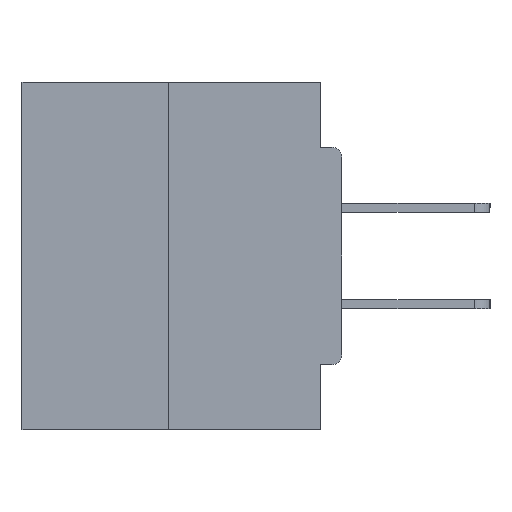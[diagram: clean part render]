
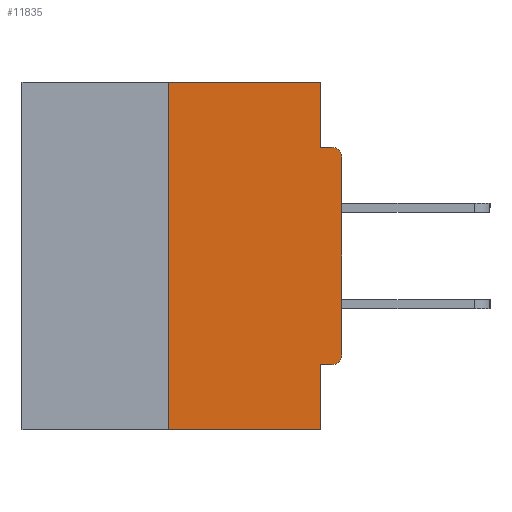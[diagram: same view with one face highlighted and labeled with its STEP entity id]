
A CAD part, left-side view. The second image highlights one B-rep face of the part: STEP entity #11835.
In plain terms, the highlighted planar face has unit normal (-1, 0, 0).
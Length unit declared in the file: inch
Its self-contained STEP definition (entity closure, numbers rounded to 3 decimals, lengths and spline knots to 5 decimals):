
#349 = CARTESIAN_POINT ( 'NONE',  ( 0., 0.031, -0.5 ) ) ;
#498 = CARTESIAN_POINT ( 'NONE',  ( 0., 0., -0.0935 ) ) ;
#1259 = EDGE_CURVE ( 'NONE', #25627, #16582, #25763, .T. ) ;
#1864 = CARTESIAN_POINT ( 'NONE',  ( 0., 0.031, 0. ) ) ;
#4488 = ORIENTED_EDGE ( 'NONE', *, *, #24927, .F. ) ;
#4526 = EDGE_CURVE ( 'NONE', #9678, #16582, #19051, .T. ) ;
#4827 = LINE ( 'NONE', #17380, #25983 ) ;
#5763 = EDGE_CURVE ( 'NONE', #9436, #25856, #18579, .T. ) ;
#6191 = FACE_OUTER_BOUND ( 'NONE', #8882, .T. ) ;
#6570 = CARTESIAN_POINT ( 'NONE',  ( 0., 0.46, 0. ) ) ;
#6697 = PLANE ( 'NONE',  #7578 ) ;
#7168 = ORIENTED_EDGE ( 'NONE', *, *, #19586, .T. ) ;
#7343 = CARTESIAN_POINT ( 'NONE',  ( 0., 0.031, -0.5 ) ) ;
#7578 = AXIS2_PLACEMENT_3D ( 'NONE', #6570, #22984, #34307 ) ;
#7653 = CARTESIAN_POINT ( 'NONE',  ( 0., 0., -0.4065 ) ) ;
#7842 = EDGE_CURVE ( 'NONE', #27958, #9436, #4827, .T. ) ;
#7894 = DIRECTION ( 'NONE',  ( 0., 1., 0. ) ) ;
#8514 = DIRECTION ( 'NONE',  ( -1., 0., 0. ) ) ;
#8882 = EDGE_LOOP ( 'NONE', ( #12387, #12830, #19257, #18402, #4488, #7168, #30973, #24590, #33388, #16889 ) ) ;
#9165 = DIRECTION ( 'NONE',  ( 0., 0., 1. ) ) ;
#9252 = LINE ( 'NONE', #28092, #17015 ) ;
#9286 = CARTESIAN_POINT ( 'NONE',  ( 0., 0.031, -0.4065 ) ) ;
#9436 = VERTEX_POINT ( 'NONE', #16190 ) ;
#9668 = DIRECTION ( 'NONE',  ( 0., 0., -1. ) ) ;
#9678 = VERTEX_POINT ( 'NONE', #9286 ) ;
#9810 = DIRECTION ( 'NONE',  ( 0., 0., -1. ) ) ;
#10385 = DIRECTION ( 'NONE',  ( -1., 0., 0. ) ) ;
#10569 = LINE ( 'NONE', #14778, #31708 ) ;
#10834 = CARTESIAN_POINT ( 'NONE',  ( 0., 0., -0.3915 ) ) ;
#11188 = VERTEX_POINT ( 'NONE', #16753 ) ;
#11389 = CARTESIAN_POINT ( 'NONE',  ( 0., 0.46, -0.5 ) ) ;
#11835 = ADVANCED_FACE ( 'NONE', ( #6191 ), #6697, .F. ) ;
#12387 = ORIENTED_EDGE ( 'NONE', *, *, #32289, .F. ) ;
#12428 = CARTESIAN_POINT ( 'NONE',  ( 0., 0.25, 0. ) ) ;
#12782 = VECTOR ( 'NONE', #27910, 39.37008 ) ;
#12830 = ORIENTED_EDGE ( 'NONE', *, *, #15969, .F. ) ;
#13292 = VECTOR ( 'NONE', #7894, 39.37008 ) ;
#13773 = LINE ( 'NONE', #7653, #13292 ) ;
#14509 = DIRECTION ( 'NONE',  ( 0., -1., 0. ) ) ;
#14778 = CARTESIAN_POINT ( 'NONE',  ( 0., 0.46, 0. ) ) ;
#15005 = CARTESIAN_POINT ( 'NONE',  ( 0., 0.015, -0.0935 ) ) ;
#15969 = EDGE_CURVE ( 'NONE', #25627, #25880, #9252, .T. ) ;
#16190 = CARTESIAN_POINT ( 'NONE',  ( 0., 0., -0.1085 ) ) ;
#16404 = EDGE_CURVE ( 'NONE', #27354, #17076, #26489, .T. ) ;
#16582 = VERTEX_POINT ( 'NONE', #349 ) ;
#16753 = CARTESIAN_POINT ( 'NONE',  ( 0., 0.015, -0.4065 ) ) ;
#16870 = CARTESIAN_POINT ( 'NONE',  ( 0., 0.031, -0.0935 ) ) ;
#16889 = ORIENTED_EDGE ( 'NONE', *, *, #16404, .F. ) ;
#17015 = VECTOR ( 'NONE', #9165, 39.37008 ) ;
#17076 = VERTEX_POINT ( 'NONE', #16870 ) ;
#17380 = CARTESIAN_POINT ( 'NONE',  ( 0., 0., 0. ) ) ;
#18402 = ORIENTED_EDGE ( 'NONE', *, *, #4526, .F. ) ;
#18579 = CIRCLE ( 'NONE', #34777, 0.015 ) ;
#19051 = LINE ( 'NONE', #7343, #30205 ) ;
#19257 = ORIENTED_EDGE ( 'NONE', *, *, #1259, .T. ) ;
#19586 = EDGE_CURVE ( 'NONE', #11188, #27958, #24571, .T. ) ;
#20321 = EDGE_CURVE ( 'NONE', #17076, #25856, #30065, .T. ) ;
#21553 = CARTESIAN_POINT ( 'NONE',  ( 0., 0.25, -0.5 ) ) ;
#22523 = CARTESIAN_POINT ( 'NONE',  ( 0., 0.015, -0.3915 ) ) ;
#22874 = DIRECTION ( 'NONE',  ( 0., -1., 0. ) ) ;
#22984 = DIRECTION ( 'NONE',  ( 1., 0., 0. ) ) ;
#23949 = CARTESIAN_POINT ( 'NONE',  ( 0., 0.015, -0.1085 ) ) ;
#24571 = CIRCLE ( 'NONE', #28171, 0.015 ) ;
#24590 = ORIENTED_EDGE ( 'NONE', *, *, #5763, .T. ) ;
#24927 = EDGE_CURVE ( 'NONE', #11188, #9678, #13773, .T. ) ;
#25627 = VERTEX_POINT ( 'NONE', #21553 ) ;
#25763 = LINE ( 'NONE', #11389, #12782 ) ;
#25856 = VERTEX_POINT ( 'NONE', #15005 ) ;
#25880 = VERTEX_POINT ( 'NONE', #12428 ) ;
#25983 = VECTOR ( 'NONE', #34125, 39.37008 ) ;
#26489 = LINE ( 'NONE', #1864, #31195 ) ;
#27354 = VERTEX_POINT ( 'NONE', #34160 ) ;
#27910 = DIRECTION ( 'NONE',  ( 0., -1., 0. ) ) ;
#27958 = VERTEX_POINT ( 'NONE', #10834 ) ;
#28092 = CARTESIAN_POINT ( 'NONE',  ( 0., 0.25, 0. ) ) ;
#28171 = AXIS2_PLACEMENT_3D ( 'NONE', #22523, #8514, #28267 ) ;
#28267 = DIRECTION ( 'NONE',  ( 0., 0., -1. ) ) ;
#28349 = VECTOR ( 'NONE', #14509, 39.37008 ) ;
#29670 = DIRECTION ( 'NONE',  ( 0., 0., -1. ) ) ;
#30065 = LINE ( 'NONE', #498, #28349 ) ;
#30205 = VECTOR ( 'NONE', #9668, 39.37008 ) ;
#30973 = ORIENTED_EDGE ( 'NONE', *, *, #7842, .T. ) ;
#31195 = VECTOR ( 'NONE', #9810, 39.37008 ) ;
#31708 = VECTOR ( 'NONE', #22874, 39.37008 ) ;
#32289 = EDGE_CURVE ( 'NONE', #25880, #27354, #10569, .T. ) ;
#33388 = ORIENTED_EDGE ( 'NONE', *, *, #20321, .F. ) ;
#34125 = DIRECTION ( 'NONE',  ( 0., 0., 1. ) ) ;
#34160 = CARTESIAN_POINT ( 'NONE',  ( 0., 0.031, 0. ) ) ;
#34307 = DIRECTION ( 'NONE',  ( 0., 0., -1. ) ) ;
#34777 = AXIS2_PLACEMENT_3D ( 'NONE', #23949, #10385, #29670 ) ;
